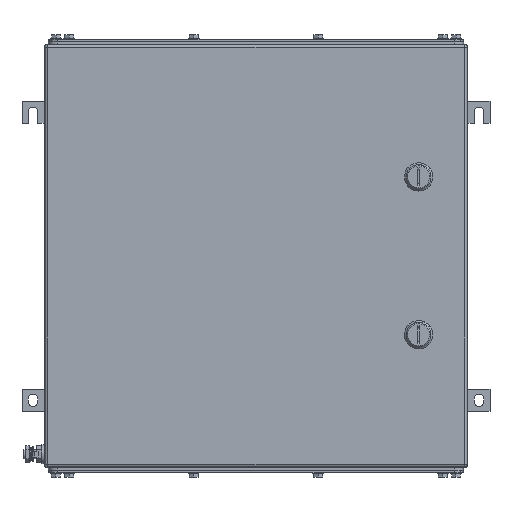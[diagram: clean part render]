
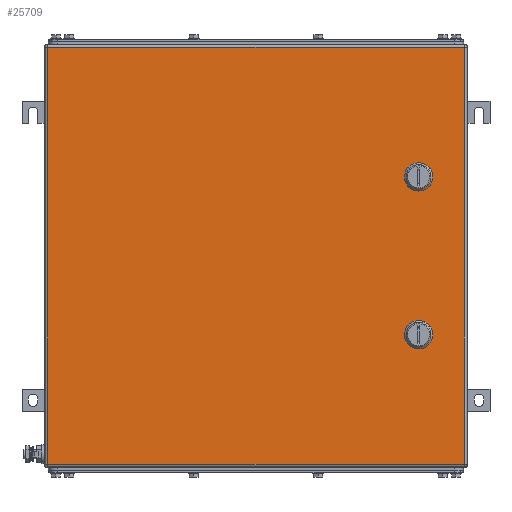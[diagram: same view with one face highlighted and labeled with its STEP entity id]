
A CAD part, top view. The second image highlights one B-rep face of the part: STEP entity #25709.
In plain terms, the highlighted planar face has unit normal (0, 0, 1).
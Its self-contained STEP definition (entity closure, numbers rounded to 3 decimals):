
#25497=AXIS2_PLACEMENT_3D('Circle Axis2P3D',#25495,#25496,$) ;
#25557=AXIS2_PLACEMENT_3D('Plane Axis2P3D',#25554,#25555,#25556) ;
#25595=AXIS2_PLACEMENT_3D('Circle Axis2P3D',#25593,#25594,$) ;
#25609=AXIS2_PLACEMENT_3D('Circle Axis2P3D',#25607,#25608,$) ;
#25623=AXIS2_PLACEMENT_3D('Circle Axis2P3D',#25621,#25622,$) ;
#25645=AXIS2_PLACEMENT_3D('Circle Axis2P3D',#25643,#25644,$) ;
#25661=AXIS2_PLACEMENT_3D('Circle Axis2P3D',#25659,#25660,$) ;
#25675=AXIS2_PLACEMENT_3D('Circle Axis2P3D',#25673,#25674,$) ;
#25689=AXIS2_PLACEMENT_3D('Circle Axis2P3D',#25687,#25688,$) ;
#25492=CARTESIAN_POINT('Vertex',(455.056,330.45,203.5)) ;
#25495=CARTESIAN_POINT('Axis2P3D Location',(450.,340.5,203.5)) ;
#25499=CARTESIAN_POINT('Vertex',(460.05,335.444,203.5)) ;
#25533=CARTESIAN_POINT('Vertex',(444.944,330.45,203.5)) ;
#25536=CARTESIAN_POINT('Line Origine',(450.,330.45,203.5)) ;
#25554=CARTESIAN_POINT('Axis2P3D Location',(265.5,251.,203.5)) ;
#25559=CARTESIAN_POINT('Line Origine',(265.5,487.5,203.5)) ;
#25563=CARTESIAN_POINT('Vertex',(502.,487.5,203.5)) ;
#25565=CARTESIAN_POINT('Vertex',(29.,487.5,203.5)) ;
#25568=CARTESIAN_POINT('Line Origine',(29.,251.,203.5)) ;
#25572=CARTESIAN_POINT('Vertex',(29.,14.5,203.5)) ;
#25575=CARTESIAN_POINT('Line Origine',(265.5,14.5,203.5)) ;
#25579=CARTESIAN_POINT('Vertex',(502.,14.5,203.5)) ;
#25582=CARTESIAN_POINT('Line Origine',(502.,251.,203.5)) ;
#25593=CARTESIAN_POINT('Axis2P3D Location',(450.,340.5,203.5)) ;
#25597=CARTESIAN_POINT('Vertex',(439.95,335.444,203.5)) ;
#25600=CARTESIAN_POINT('Line Origine',(439.95,340.5,203.5)) ;
#25604=CARTESIAN_POINT('Vertex',(439.95,345.556,203.5)) ;
#25607=CARTESIAN_POINT('Axis2P3D Location',(450.,340.5,203.5)) ;
#25611=CARTESIAN_POINT('Vertex',(444.944,350.55,203.5)) ;
#25614=CARTESIAN_POINT('Line Origine',(450.,350.55,203.5)) ;
#25618=CARTESIAN_POINT('Vertex',(455.056,350.55,203.5)) ;
#25621=CARTESIAN_POINT('Axis2P3D Location',(450.,340.5,203.5)) ;
#25625=CARTESIAN_POINT('Vertex',(460.05,345.556,203.5)) ;
#25628=CARTESIAN_POINT('Line Origine',(460.05,340.5,203.5)) ;
#25643=CARTESIAN_POINT('Axis2P3D Location',(450.,161.5,203.5)) ;
#25647=CARTESIAN_POINT('Vertex',(455.056,151.45,203.5)) ;
#25649=CARTESIAN_POINT('Vertex',(460.05,156.444,203.5)) ;
#25652=CARTESIAN_POINT('Line Origine',(450.,151.45,203.5)) ;
#25656=CARTESIAN_POINT('Vertex',(444.944,151.45,203.5)) ;
#25659=CARTESIAN_POINT('Axis2P3D Location',(450.,161.5,203.5)) ;
#25663=CARTESIAN_POINT('Vertex',(439.95,156.444,203.5)) ;
#25666=CARTESIAN_POINT('Line Origine',(439.95,161.5,203.5)) ;
#25670=CARTESIAN_POINT('Vertex',(439.95,166.556,203.5)) ;
#25673=CARTESIAN_POINT('Axis2P3D Location',(450.,161.5,203.5)) ;
#25677=CARTESIAN_POINT('Vertex',(444.944,171.55,203.5)) ;
#25680=CARTESIAN_POINT('Line Origine',(450.,171.55,203.5)) ;
#25684=CARTESIAN_POINT('Vertex',(455.056,171.55,203.5)) ;
#25687=CARTESIAN_POINT('Axis2P3D Location',(450.,161.5,203.5)) ;
#25691=CARTESIAN_POINT('Vertex',(460.05,166.556,203.5)) ;
#25694=CARTESIAN_POINT('Line Origine',(460.05,161.5,203.5)) ;
#25496=DIRECTION('Axis2P3D Direction',(0.,0.,1.)) ;
#25537=DIRECTION('Vector Direction',(1.,0.,0.)) ;
#25555=DIRECTION('Axis2P3D Direction',(0.,0.,1.)) ;
#25556=DIRECTION('Axis2P3D XDirection',(1.,0.,0.)) ;
#25560=DIRECTION('Vector Direction',(1.,0.,0.)) ;
#25569=DIRECTION('Vector Direction',(0.,-1.,0.)) ;
#25576=DIRECTION('Vector Direction',(1.,0.,0.)) ;
#25583=DIRECTION('Vector Direction',(0.,1.,0.)) ;
#25594=DIRECTION('Axis2P3D Direction',(0.,0.,1.)) ;
#25601=DIRECTION('Vector Direction',(0.,1.,0.)) ;
#25608=DIRECTION('Axis2P3D Direction',(0.,0.,1.)) ;
#25615=DIRECTION('Vector Direction',(1.,0.,0.)) ;
#25622=DIRECTION('Axis2P3D Direction',(0.,0.,1.)) ;
#25629=DIRECTION('Vector Direction',(0.,-1.,0.)) ;
#25644=DIRECTION('Axis2P3D Direction',(0.,0.,1.)) ;
#25653=DIRECTION('Vector Direction',(1.,0.,0.)) ;
#25660=DIRECTION('Axis2P3D Direction',(0.,0.,1.)) ;
#25667=DIRECTION('Vector Direction',(0.,1.,0.)) ;
#25674=DIRECTION('Axis2P3D Direction',(0.,0.,1.)) ;
#25681=DIRECTION('Vector Direction',(1.,0.,0.)) ;
#25688=DIRECTION('Axis2P3D Direction',(0.,0.,1.)) ;
#25695=DIRECTION('Vector Direction',(0.,-1.,0.)) ;
#25538=VECTOR('Line Direction',#25537,1.) ;
#25561=VECTOR('Line Direction',#25560,1.) ;
#25570=VECTOR('Line Direction',#25569,1.) ;
#25577=VECTOR('Line Direction',#25576,1.) ;
#25584=VECTOR('Line Direction',#25583,1.) ;
#25602=VECTOR('Line Direction',#25601,1.) ;
#25616=VECTOR('Line Direction',#25615,1.) ;
#25630=VECTOR('Line Direction',#25629,1.) ;
#25654=VECTOR('Line Direction',#25653,1.) ;
#25668=VECTOR('Line Direction',#25667,1.) ;
#25682=VECTOR('Line Direction',#25681,1.) ;
#25696=VECTOR('Line Direction',#25695,1.) ;
#25588=ORIENTED_EDGE('',*,*,#25567,.T.) ;
#25589=ORIENTED_EDGE('',*,*,#25574,.T.) ;
#25590=ORIENTED_EDGE('',*,*,#25581,.T.) ;
#25591=ORIENTED_EDGE('',*,*,#25586,.T.) ;
#25634=ORIENTED_EDGE('',*,*,#25540,.F.) ;
#25635=ORIENTED_EDGE('',*,*,#25599,.F.) ;
#25636=ORIENTED_EDGE('',*,*,#25606,.T.) ;
#25637=ORIENTED_EDGE('',*,*,#25613,.F.) ;
#25638=ORIENTED_EDGE('',*,*,#25620,.T.) ;
#25639=ORIENTED_EDGE('',*,*,#25627,.F.) ;
#25640=ORIENTED_EDGE('',*,*,#25632,.T.) ;
#25641=ORIENTED_EDGE('',*,*,#25501,.F.) ;
#25700=ORIENTED_EDGE('',*,*,#25651,.F.) ;
#25701=ORIENTED_EDGE('',*,*,#25658,.F.) ;
#25702=ORIENTED_EDGE('',*,*,#25665,.F.) ;
#25703=ORIENTED_EDGE('',*,*,#25672,.T.) ;
#25704=ORIENTED_EDGE('',*,*,#25679,.F.) ;
#25705=ORIENTED_EDGE('',*,*,#25686,.T.) ;
#25706=ORIENTED_EDGE('',*,*,#25693,.F.) ;
#25707=ORIENTED_EDGE('',*,*,#25698,.T.) ;
#25642=FACE_BOUND('',#25633,.T.) ;
#25708=FACE_BOUND('',#25699,.T.) ;
#25709=ADVANCED_FACE('ZUB_KTB_QL_484820_2GP_AllCATPart_AllCATPart.2\\ZUB_KTB_QL_484820_2GP_AllCATPart.2\\ZUB_DE_KTB_QL.1\\DE_KTB_MH_PART_MASTER.1\\Koerper.2',(#25592,#25642,#25708),#25558,.T.) ;
#25498=CIRCLE('generated circle',#25497,11.25) ;
#25596=CIRCLE('generated circle',#25595,11.25) ;
#25610=CIRCLE('generated circle',#25609,11.25) ;
#25624=CIRCLE('generated circle',#25623,11.25) ;
#25646=CIRCLE('generated circle',#25645,11.25) ;
#25662=CIRCLE('generated circle',#25661,11.25) ;
#25676=CIRCLE('generated circle',#25675,11.25) ;
#25690=CIRCLE('generated circle',#25689,11.25) ;
#25501=EDGE_CURVE('',#25493,#25500,#25498,.T.) ;
#25540=EDGE_CURVE('',#25534,#25493,#25539,.T.) ;
#25567=EDGE_CURVE('',#25564,#25566,#25562,.F.) ;
#25574=EDGE_CURVE('',#25566,#25573,#25571,.T.) ;
#25581=EDGE_CURVE('',#25573,#25580,#25578,.T.) ;
#25586=EDGE_CURVE('',#25580,#25564,#25585,.T.) ;
#25599=EDGE_CURVE('',#25598,#25534,#25596,.T.) ;
#25606=EDGE_CURVE('',#25598,#25605,#25603,.T.) ;
#25613=EDGE_CURVE('',#25612,#25605,#25610,.T.) ;
#25620=EDGE_CURVE('',#25612,#25619,#25617,.T.) ;
#25627=EDGE_CURVE('',#25626,#25619,#25624,.T.) ;
#25632=EDGE_CURVE('',#25626,#25500,#25631,.T.) ;
#25651=EDGE_CURVE('',#25648,#25650,#25646,.T.) ;
#25658=EDGE_CURVE('',#25657,#25648,#25655,.T.) ;
#25665=EDGE_CURVE('',#25664,#25657,#25662,.T.) ;
#25672=EDGE_CURVE('',#25664,#25671,#25669,.T.) ;
#25679=EDGE_CURVE('',#25678,#25671,#25676,.T.) ;
#25686=EDGE_CURVE('',#25678,#25685,#25683,.T.) ;
#25693=EDGE_CURVE('',#25692,#25685,#25690,.T.) ;
#25698=EDGE_CURVE('',#25692,#25650,#25697,.T.) ;
#25587=EDGE_LOOP('',(#25588,#25589,#25590,#25591)) ;
#25633=EDGE_LOOP('',(#25634,#25635,#25636,#25637,#25638,#25639,#25640,#25641)) ;
#25699=EDGE_LOOP('',(#25700,#25701,#25702,#25703,#25704,#25705,#25706,#25707)) ;
#25592=FACE_OUTER_BOUND('',#25587,.T.) ;
#25539=LINE('Line',#25536,#25538) ;
#25562=LINE('Line',#25559,#25561) ;
#25571=LINE('Line',#25568,#25570) ;
#25578=LINE('Line',#25575,#25577) ;
#25585=LINE('Line',#25582,#25584) ;
#25603=LINE('Line',#25600,#25602) ;
#25617=LINE('Line',#25614,#25616) ;
#25631=LINE('Line',#25628,#25630) ;
#25655=LINE('Line',#25652,#25654) ;
#25669=LINE('Line',#25666,#25668) ;
#25683=LINE('Line',#25680,#25682) ;
#25697=LINE('Line',#25694,#25696) ;
#25558=PLANE('',#25557) ;
#25493=VERTEX_POINT('',#25492) ;
#25500=VERTEX_POINT('',#25499) ;
#25534=VERTEX_POINT('',#25533) ;
#25564=VERTEX_POINT('',#25563) ;
#25566=VERTEX_POINT('',#25565) ;
#25573=VERTEX_POINT('',#25572) ;
#25580=VERTEX_POINT('',#25579) ;
#25598=VERTEX_POINT('',#25597) ;
#25605=VERTEX_POINT('',#25604) ;
#25612=VERTEX_POINT('',#25611) ;
#25619=VERTEX_POINT('',#25618) ;
#25626=VERTEX_POINT('',#25625) ;
#25648=VERTEX_POINT('',#25647) ;
#25650=VERTEX_POINT('',#25649) ;
#25657=VERTEX_POINT('',#25656) ;
#25664=VERTEX_POINT('',#25663) ;
#25671=VERTEX_POINT('',#25670) ;
#25678=VERTEX_POINT('',#25677) ;
#25685=VERTEX_POINT('',#25684) ;
#25692=VERTEX_POINT('',#25691) ;
